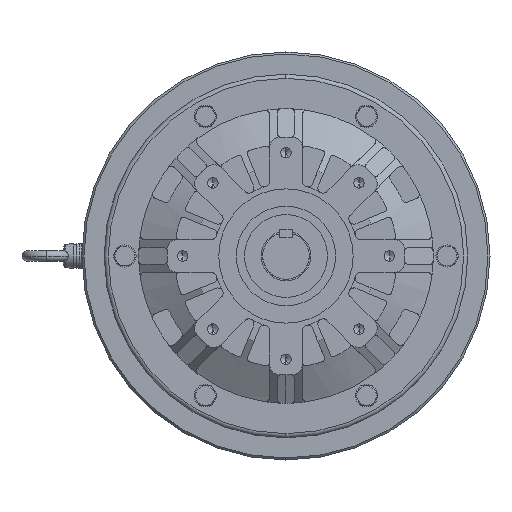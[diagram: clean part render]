
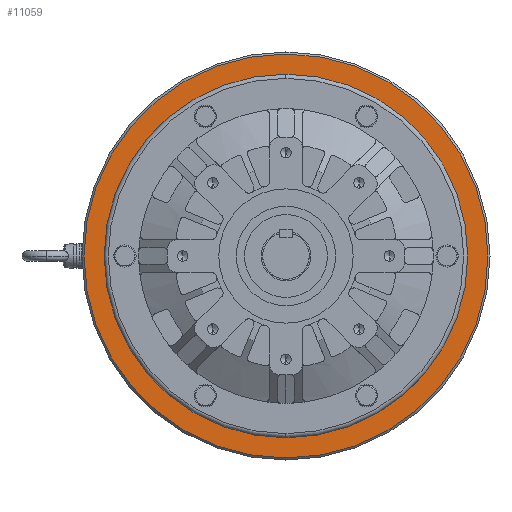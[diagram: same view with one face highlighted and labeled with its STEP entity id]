
A CAD part, left-side view. The second image highlights one B-rep face of the part: STEP entity #11059.
In plain terms, the highlighted planar face has unit normal (-1, 0, 0).
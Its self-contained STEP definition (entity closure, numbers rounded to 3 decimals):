
#405 = VERTEX_POINT ( 'NONE', #32491 ) ;
#1557 = CARTESIAN_POINT ( 'NONE',  ( 90.5, 0., 0. ) ) ;
#2403 = CIRCLE ( 'NONE', #18438, 195.5 ) ;
#2533 = AXIS2_PLACEMENT_3D ( 'NONE', #17092, #9106, #3133 ) ;
#2759 = EDGE_CURVE ( 'NONE', #7884, #22958, #2403, .T. ) ;
#3133 = DIRECTION ( 'NONE',  ( 0., 0., 1. ) ) ;
#3411 = ORIENTED_EDGE ( 'NONE', *, *, #16437, .F. ) ;
#3499 = EDGE_LOOP ( 'NONE', ( #3411, #18939 ) ) ;
#6685 = PLANE ( 'NONE',  #7855 ) ;
#6849 = DIRECTION ( 'NONE',  ( 0., 0., 1. ) ) ;
#7284 = EDGE_CURVE ( 'NONE', #22958, #7884, #32938, .T. ) ;
#7483 = EDGE_CURVE ( 'NONE', #11791, #405, #25632, .T. ) ;
#7855 = AXIS2_PLACEMENT_3D ( 'NONE', #17890, #20391, #26111 ) ;
#7884 = VERTEX_POINT ( 'NONE', #14739 ) ;
#8891 = ORIENTED_EDGE ( 'NONE', *, *, #2759, .T. ) ;
#9106 = DIRECTION ( 'NONE',  ( -1., 0., 0. ) ) ;
#11059 = ADVANCED_FACE ( 'NONE', ( #22067, #21644 ), #6685, .T. ) ;
#11223 = AXIS2_PLACEMENT_3D ( 'NONE', #31183, #33441, #22840 ) ;
#11791 = VERTEX_POINT ( 'NONE', #18432 ) ;
#14739 = CARTESIAN_POINT ( 'NONE',  ( 90.5, 0., 195.5 ) ) ;
#15466 = EDGE_LOOP ( 'NONE', ( #18170, #8891 ) ) ;
#15511 = DIRECTION ( 'NONE',  ( -1., 0., 0. ) ) ;
#16437 = EDGE_CURVE ( 'NONE', #405, #11791, #33963, .T. ) ;
#17092 = CARTESIAN_POINT ( 'NONE',  ( 90.5, 0., 0. ) ) ;
#17890 = CARTESIAN_POINT ( 'NONE',  ( 90.5, 0., 0. ) ) ;
#17908 = DIRECTION ( 'NONE',  ( 0., 0., 1. ) ) ;
#18170 = ORIENTED_EDGE ( 'NONE', *, *, #7284, .T. ) ;
#18432 = CARTESIAN_POINT ( 'NONE',  ( 90.5, 0., -176. ) ) ;
#18438 = AXIS2_PLACEMENT_3D ( 'NONE', #23207, #28217, #6849 ) ;
#18939 = ORIENTED_EDGE ( 'NONE', *, *, #7483, .F. ) ;
#20391 = DIRECTION ( 'NONE',  ( -1., 0., 0. ) ) ;
#21644 = FACE_BOUND ( 'NONE', #3499, .T. ) ;
#22067 = FACE_OUTER_BOUND ( 'NONE', #15466, .T. ) ;
#22840 = DIRECTION ( 'NONE',  ( 0., 0., 1. ) ) ;
#22958 = VERTEX_POINT ( 'NONE', #33475 ) ;
#23207 = CARTESIAN_POINT ( 'NONE',  ( 90.5, 0., 0. ) ) ;
#25632 = CIRCLE ( 'NONE', #30676, 176. ) ;
#26111 = DIRECTION ( 'NONE',  ( 0., 0., 1. ) ) ;
#28217 = DIRECTION ( 'NONE',  ( -1., 0., 0. ) ) ;
#30676 = AXIS2_PLACEMENT_3D ( 'NONE', #1557, #15511, #17908 ) ;
#31183 = CARTESIAN_POINT ( 'NONE',  ( 90.5, 0., 0. ) ) ;
#32491 = CARTESIAN_POINT ( 'NONE',  ( 90.5, 0., 176. ) ) ;
#32938 = CIRCLE ( 'NONE', #2533, 195.5 ) ;
#33441 = DIRECTION ( 'NONE',  ( -1., 0., 0. ) ) ;
#33475 = CARTESIAN_POINT ( 'NONE',  ( 90.5, 0., -195.5 ) ) ;
#33963 = CIRCLE ( 'NONE', #11223, 176. ) ;
